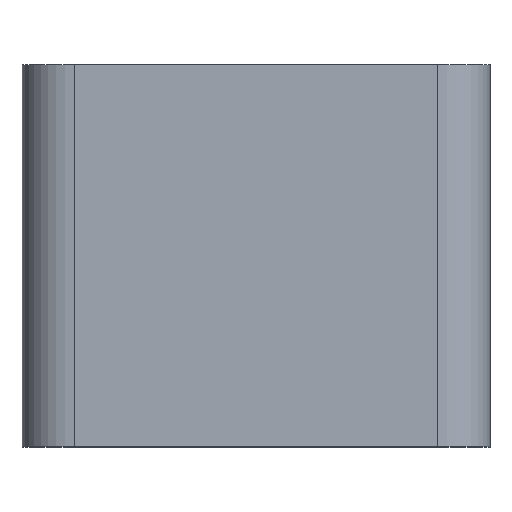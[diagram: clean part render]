
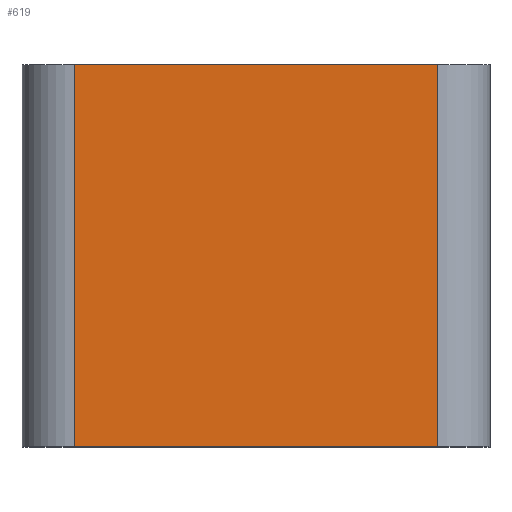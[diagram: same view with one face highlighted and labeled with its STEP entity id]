
A CAD part, top view. The second image highlights one B-rep face of the part: STEP entity #619.
In plain terms, the highlighted planar face has unit normal (0, 0, 1).
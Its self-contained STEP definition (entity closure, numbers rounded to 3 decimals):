
#55=FACE_OUTER_BOUND('',#87,.T.);
#87=EDGE_LOOP('',(#543,#544,#545,#546));
#177=LINE('',#1056,#237);
#178=LINE('',#1059,#238);
#179=LINE('',#1061,#239);
#180=LINE('',#1062,#240);
#237=VECTOR('',#869,10.);
#238=VECTOR('',#872,10.);
#239=VECTOR('',#873,10.);
#240=VECTOR('',#874,10.);
#297=VERTEX_POINT('',#1052);
#298=VERTEX_POINT('',#1054);
#299=VERTEX_POINT('',#1058);
#300=VERTEX_POINT('',#1060);
#385=EDGE_CURVE('',#297,#298,#177,.T.);
#386=EDGE_CURVE('',#297,#299,#178,.T.);
#387=EDGE_CURVE('',#300,#298,#179,.T.);
#388=EDGE_CURVE('',#299,#300,#180,.T.);
#543=ORIENTED_EDGE('',*,*,#386,.F.);
#544=ORIENTED_EDGE('',*,*,#385,.T.);
#545=ORIENTED_EDGE('',*,*,#387,.F.);
#546=ORIENTED_EDGE('',*,*,#388,.F.);
#588=PLANE('',#693);
#619=ADVANCED_FACE('',(#55),#588,.T.);
#693=AXIS2_PLACEMENT_3D('',#1057,#870,#871);
#869=DIRECTION('',(0.,1.,0.));
#870=DIRECTION('center_axis',(0.,0.,1.));
#871=DIRECTION('ref_axis',(1.,0.,0.));
#872=DIRECTION('',(-1.,0.,0.));
#873=DIRECTION('',(1.,0.,0.));
#874=DIRECTION('',(0.,1.,0.));
#1052=CARTESIAN_POINT('',(3.47,0.,3.21));
#1054=CARTESIAN_POINT('',(3.47,7.3,3.21));
#1056=CARTESIAN_POINT('',(3.47,0.,3.21));
#1057=CARTESIAN_POINT('Origin',(-3.47,0.,3.21));
#1058=CARTESIAN_POINT('',(-3.47,0.,3.21));
#1059=CARTESIAN_POINT('',(3.47,0.,3.21));
#1060=CARTESIAN_POINT('',(-3.47,7.3,3.21));
#1061=CARTESIAN_POINT('',(3.47,7.3,3.21));
#1062=CARTESIAN_POINT('',(-3.47,0.,3.21));
